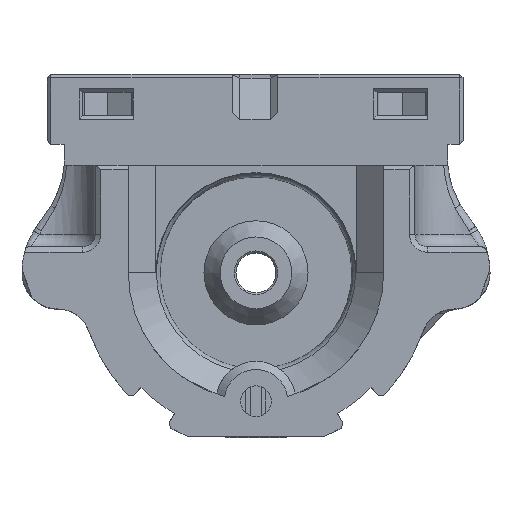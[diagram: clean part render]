
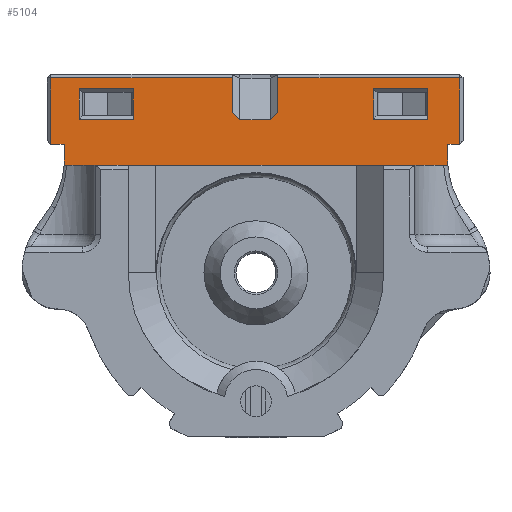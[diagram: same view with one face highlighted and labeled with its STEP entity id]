
A CAD part, top view. The second image highlights one B-rep face of the part: STEP entity #5104.
In plain terms, the highlighted planar face has unit normal (0, 0, 1).
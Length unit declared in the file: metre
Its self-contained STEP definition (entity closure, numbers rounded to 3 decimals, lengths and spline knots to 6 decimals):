
#463=ORIENTED_EDGE('',*,*,#2015,.T.);
#464=ORIENTED_EDGE('',*,*,#2016,.F.);
#465=ORIENTED_EDGE('',*,*,#2017,.T.);
#466=ORIENTED_EDGE('',*,*,#2018,.T.);
#467=ORIENTED_EDGE('',*,*,#2019,.T.);
#468=ORIENTED_EDGE('',*,*,#2020,.F.);
#469=ORIENTED_EDGE('',*,*,#2021,.T.);
#470=ORIENTED_EDGE('',*,*,#2022,.T.);
#471=ORIENTED_EDGE('',*,*,#2023,.F.);
#472=ORIENTED_EDGE('',*,*,#2024,.T.);
#473=ORIENTED_EDGE('',*,*,#2025,.T.);
#474=ORIENTED_EDGE('',*,*,#2026,.T.);
#475=ORIENTED_EDGE('',*,*,#2027,.T.);
#476=ORIENTED_EDGE('',*,*,#2028,.T.);
#477=ORIENTED_EDGE('',*,*,#2029,.T.);
#478=ORIENTED_EDGE('',*,*,#2030,.T.);
#479=ORIENTED_EDGE('',*,*,#2031,.T.);
#480=ORIENTED_EDGE('',*,*,#2032,.T.);
#481=ORIENTED_EDGE('',*,*,#2033,.F.);
#482=ORIENTED_EDGE('',*,*,#2034,.T.);
#483=ORIENTED_EDGE('',*,*,#2035,.T.);
#484=ORIENTED_EDGE('',*,*,#2036,.T.);
#2015=EDGE_CURVE('',#2791,#2792,#3288,.T.);
#2016=EDGE_CURVE('',#2793,#2792,#3289,.T.);
#2017=EDGE_CURVE('',#2793,#2794,#3290,.T.);
#2018=EDGE_CURVE('',#2794,#2791,#3291,.T.);
#2019=EDGE_CURVE('',#2795,#2796,#3292,.T.);
#2020=EDGE_CURVE('',#2797,#2796,#3293,.T.);
#2021=EDGE_CURVE('',#2797,#2798,#3294,.T.);
#2022=EDGE_CURVE('',#2798,#2795,#3295,.T.);
#2023=EDGE_CURVE('',#2799,#2800,#3296,.T.);
#2024=EDGE_CURVE('',#2799,#2801,#3297,.T.);
#2025=EDGE_CURVE('',#2801,#2802,#3298,.T.);
#2026=EDGE_CURVE('',#2802,#2803,#3299,.F.);
#2027=EDGE_CURVE('',#2803,#2804,#3300,.T.);
#2028=EDGE_CURVE('',#2804,#2805,#3301,.T.);
#2029=EDGE_CURVE('',#2805,#2806,#3302,.T.);
#2030=EDGE_CURVE('',#2806,#2807,#3303,.T.);
#2031=EDGE_CURVE('',#2807,#2808,#3304,.T.);
#2032=EDGE_CURVE('',#2808,#2809,#3305,.T.);
#2033=EDGE_CURVE('',#2810,#2809,#3306,.T.);
#2034=EDGE_CURVE('',#2810,#2811,#3307,.T.);
#2035=EDGE_CURVE('',#2811,#2812,#3308,.T.);
#2036=EDGE_CURVE('',#2812,#2800,#3309,.T.);
#2791=VERTEX_POINT('',#7144);
#2792=VERTEX_POINT('',#7145);
#2793=VERTEX_POINT('',#7147);
#2794=VERTEX_POINT('',#7149);
#2795=VERTEX_POINT('',#7152);
#2796=VERTEX_POINT('',#7153);
#2797=VERTEX_POINT('',#7155);
#2798=VERTEX_POINT('',#7157);
#2799=VERTEX_POINT('',#7160);
#2800=VERTEX_POINT('',#7161);
#2801=VERTEX_POINT('',#7163);
#2802=VERTEX_POINT('',#7165);
#2803=VERTEX_POINT('',#7167);
#2804=VERTEX_POINT('',#7169);
#2805=VERTEX_POINT('',#7171);
#2806=VERTEX_POINT('',#7173);
#2807=VERTEX_POINT('',#7175);
#2808=VERTEX_POINT('',#7177);
#2809=VERTEX_POINT('',#7179);
#2810=VERTEX_POINT('',#7181);
#2811=VERTEX_POINT('',#7183);
#2812=VERTEX_POINT('',#7185);
#3288=LINE('',#7143,#3755);
#3289=LINE('',#7146,#3756);
#3290=LINE('',#7148,#3757);
#3291=LINE('',#7150,#3758);
#3292=LINE('',#7151,#3759);
#3293=LINE('',#7154,#3760);
#3294=LINE('',#7156,#3761);
#3295=LINE('',#7158,#3762);
#3296=LINE('',#7159,#3763);
#3297=LINE('',#7162,#3764);
#3298=LINE('',#7164,#3765);
#3299=LINE('',#7166,#3766);
#3300=LINE('',#7168,#3767);
#3301=LINE('',#7170,#3768);
#3302=LINE('',#7172,#3769);
#3303=LINE('',#7174,#3770);
#3304=LINE('',#7176,#3771);
#3305=LINE('',#7178,#3772);
#3306=LINE('',#7180,#3773);
#3307=LINE('',#7182,#3774);
#3308=LINE('',#7184,#3775);
#3309=LINE('',#7186,#3776);
#3755=VECTOR('',#5854,1.);
#3756=VECTOR('',#5855,1.);
#3757=VECTOR('',#5856,1.);
#3758=VECTOR('',#5857,1.);
#3759=VECTOR('',#5858,1.);
#3760=VECTOR('',#5859,1.);
#3761=VECTOR('',#5860,1.);
#3762=VECTOR('',#5861,1.);
#3763=VECTOR('',#5862,1.);
#3764=VECTOR('',#5863,1.);
#3765=VECTOR('',#5864,1.);
#3766=VECTOR('',#5865,1.);
#3767=VECTOR('',#5866,1.);
#3768=VECTOR('',#5867,1.);
#3769=VECTOR('',#5868,1.);
#3770=VECTOR('',#5869,1.);
#3771=VECTOR('',#5870,1.);
#3772=VECTOR('',#5871,1.);
#3773=VECTOR('',#5872,1.);
#3774=VECTOR('',#5873,1.);
#3775=VECTOR('',#5874,1.);
#3776=VECTOR('',#5875,1.);
#4222=EDGE_LOOP('',(#463,#464,#465,#466));
#4223=EDGE_LOOP('',(#467,#468,#469,#470));
#4224=EDGE_LOOP('',(#471,#472,#473,#474,#475,#476,#477,#478,#479,#480,#481,
#482,#483,#484));
#4575=FACE_BOUND('',#4222,.T.);
#4576=FACE_BOUND('',#4223,.T.);
#4577=FACE_BOUND('',#4224,.T.);
#4928=PLANE('',#5439);
#5104=ADVANCED_FACE('',(#4575,#4576,#4577),#4928,.F.);
#5439=AXIS2_PLACEMENT_3D('',#7142,#5852,#5853);
#5852=DIRECTION('',(0.,0.,-1.));
#5853=DIRECTION('',(0.,-1.,0.));
#5854=DIRECTION('',(1.,0.,0.));
#5855=DIRECTION('',(0.,1.,0.));
#5856=DIRECTION('',(-1.,0.,0.));
#5857=DIRECTION('',(0.,1.,0.));
#5858=DIRECTION('',(1.,0.,0.));
#5859=DIRECTION('',(0.,1.,0.));
#5860=DIRECTION('',(-1.,0.,0.));
#5861=DIRECTION('',(0.,1.,0.));
#5862=DIRECTION('',(0.,1.,0.));
#5863=DIRECTION('',(-0.707,-0.707,0.));
#5864=DIRECTION('',(-1.,0.,0.));
#5865=DIRECTION('',(0.707,-0.707,0.));
#5866=DIRECTION('',(0.,1.,0.));
#5867=DIRECTION('',(-1.,0.,0.));
#5868=DIRECTION('',(0.,-1.,0.));
#5869=DIRECTION('',(1.,0.,0.));
#5870=DIRECTION('',(0.,-1.,0.));
#5871=DIRECTION('',(1.,0.,0.));
#5872=DIRECTION('',(0.,-1.,0.));
#5873=DIRECTION('',(1.,0.,0.));
#5874=DIRECTION('',(0.,1.,0.));
#5875=DIRECTION('',(-1.,0.,0.));
#7142=CARTESIAN_POINT('',(0.300001,0.02195,-0.00005));
#7143=CARTESIAN_POINT('',(0.300001,0.02025,-0.00005));
#7144=CARTESIAN_POINT('',(0.280525,0.02025,-0.00005));
#7145=CARTESIAN_POINT('',(0.286475,0.02025,-0.00005));
#7146=CARTESIAN_POINT('',(0.286475,0.02195,-0.00005));
#7147=CARTESIAN_POINT('',(0.286475,0.0169,-0.00005));
#7148=CARTESIAN_POINT('',(0.280925,0.0169,-0.00005));
#7149=CARTESIAN_POINT('',(0.280525,0.0169,-0.00005));
#7150=CARTESIAN_POINT('',(0.280525,0.02195,-0.00005));
#7151=CARTESIAN_POINT('',(0.300001,0.02025,-0.00005));
#7152=CARTESIAN_POINT('',(0.312932,0.02025,-0.00005));
#7153=CARTESIAN_POINT('',(0.318882,0.02025,-0.00005));
#7154=CARTESIAN_POINT('',(0.318882,0.02195,-0.00005));
#7155=CARTESIAN_POINT('',(0.318882,0.0169,-0.00005));
#7156=CARTESIAN_POINT('',(0.313332,0.0169,-0.00005));
#7157=CARTESIAN_POINT('',(0.312932,0.0169,-0.00005));
#7158=CARTESIAN_POINT('',(0.312932,0.02195,-0.00005));
#7159=CARTESIAN_POINT('',(0.302404,0.02195,-0.00005));
#7160=CARTESIAN_POINT('',(0.302404,0.01765,-0.00005));
#7161=CARTESIAN_POINT('',(0.302404,0.02145,-0.00005));
#7162=CARTESIAN_POINT('',(0.303352,0.018599,-0.00005));
#7163=CARTESIAN_POINT('',(0.301604,0.01685,-0.00005));
#7164=CARTESIAN_POINT('',(0.300001,0.01685,-0.00005));
#7165=CARTESIAN_POINT('',(0.298204,0.01685,-0.00005));
#7166=CARTESIAN_POINT('',(0.296553,0.018502,-0.00005));
#7167=CARTESIAN_POINT('',(0.297404,0.01765,-0.00005));
#7168=CARTESIAN_POINT('',(0.297404,0.02195,-0.00005));
#7169=CARTESIAN_POINT('',(0.297404,0.02145,-0.00005));
#7170=CARTESIAN_POINT('',(0.277008,0.02145,-0.00005));
#7171=CARTESIAN_POINT('',(0.277408,0.02145,-0.00005));
#7172=CARTESIAN_POINT('',(0.277408,0.013279,-0.00005));
#7173=CARTESIAN_POINT('',(0.277408,0.01415,-0.00005));
#7174=CARTESIAN_POINT('',(0.300001,0.01415,-0.00005));
#7175=CARTESIAN_POINT('',(0.278889,0.01415,-0.00005));
#7176=CARTESIAN_POINT('',(0.278889,0.02195,-0.00005));
#7177=CARTESIAN_POINT('',(0.278889,0.01185,-0.00005));
#7178=CARTESIAN_POINT('',(0.300001,0.01185,-0.00005));
#7179=CARTESIAN_POINT('',(0.321113,0.01185,-0.00005));
#7180=CARTESIAN_POINT('',(0.321113,0.02195,-0.00005));
#7181=CARTESIAN_POINT('',(0.321113,0.01415,-0.00005));
#7182=CARTESIAN_POINT('',(0.300001,0.01415,-0.00005));
#7183=CARTESIAN_POINT('',(0.3224,0.01415,-0.00005));
#7184=CARTESIAN_POINT('',(0.3224,0.021993,-0.00005));
#7185=CARTESIAN_POINT('',(0.3224,0.02145,-0.00005));
#7186=CARTESIAN_POINT('',(0.277008,0.02145,-0.00005));
